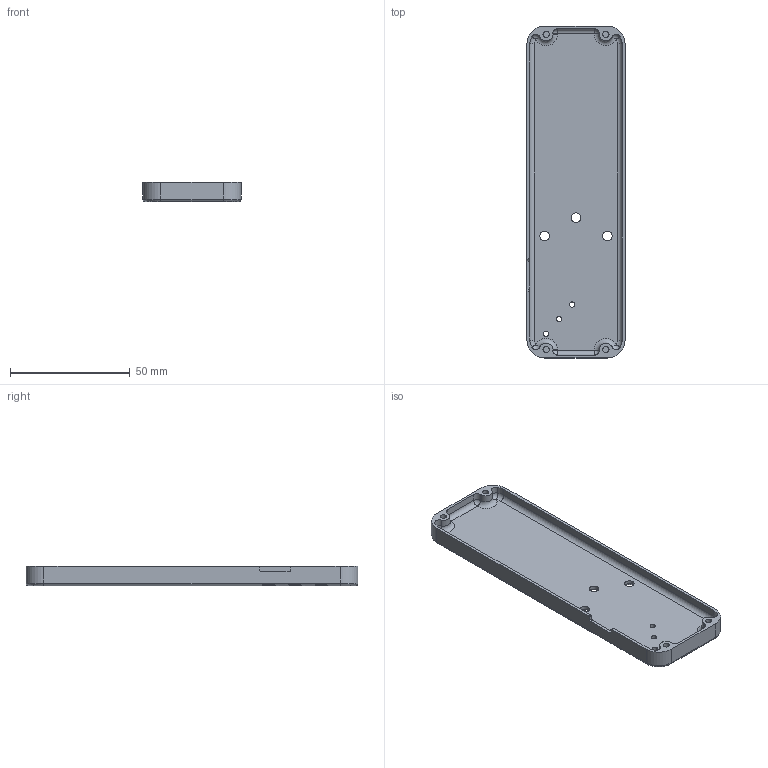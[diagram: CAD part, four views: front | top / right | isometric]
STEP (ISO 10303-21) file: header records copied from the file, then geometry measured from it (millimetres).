
FILE_DESCRIPTION (( 'STEP AP214' ), '1' );
FILE_NAME ('tampa.STEP', '2014-11-03T23:16:20', ( 'Samsung' ), ( '' ), 'SwSTEP 2.0', 'SolidWorks 2012', '' );
FILE_SCHEMA (( 'AUTOMOTIVE_DESIGN' ));
Length unit declared in the file: millimetre
Products named in the file (1): tampa
Bounding box: 41 x 138.8 x 8 mm (x, y, z)
Volume: 19151 mm3; surface area: 15900.5 mm2
Topology: 1 solids, 1 shells, 623 faces, 1662 edges, 1084 vertices
Faces by surface type: plane 341, bspline 178, cylinder 68, torus 20, sphere 10, cone 6
Entity records: 26751 total; most frequent: CARTESIAN_POINT 12382, ORIENTED_EDGE 3300, DIRECTION 2339, EDGE_CURVE 1650, LINE 1097, VECTOR 1097, VERTEX_POINT 1080, EDGE_LOOP 686
